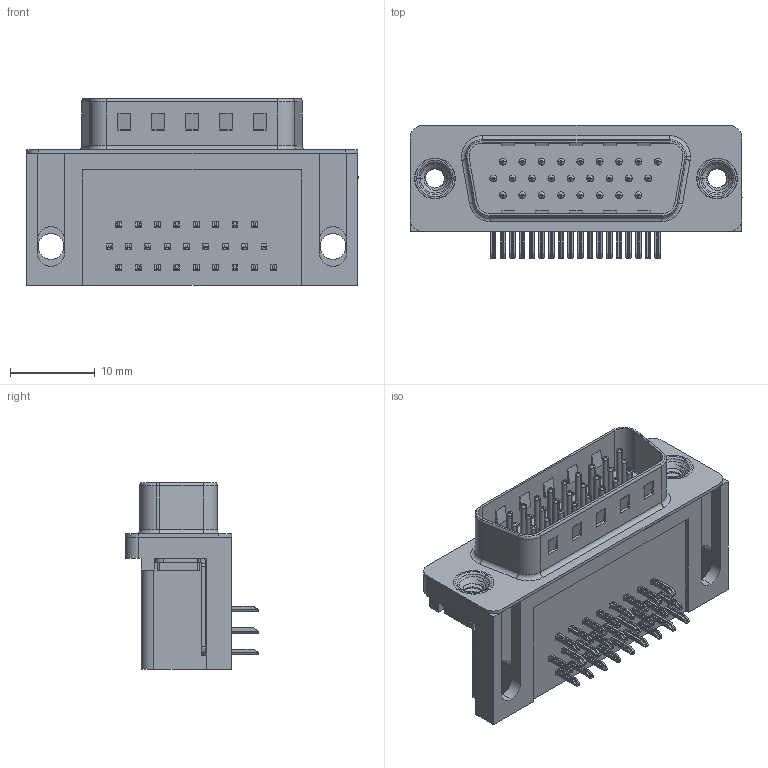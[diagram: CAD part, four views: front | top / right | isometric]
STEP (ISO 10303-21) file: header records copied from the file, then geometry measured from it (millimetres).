
FILE_DESCRIPTION (( 'STEP AP203' ), '1' );
FILE_NAME ('MHHDR-26MNS-C1.STEP', '2025-11-28T19:29:28', ( '' ), ( '' ), 'SwSTEP 2.0', 'SolidWorks 2023', '' );
FILE_SCHEMA (( 'CONFIG_CONTROL_DESIGN' ));
Length unit declared in the file: millimetre
Products named in the file (8): MHHDR 4-40 Threaded Rivet; MHHDR Shell_26 Contact; MHHDR Contact Bottom; MHHDR Thru Hole Board Mount; MHHDR Contact Middle; MHHDR-26MNS-C1; MHHDR Contact Top; MHHDR Housing_26 Contact
Assembly tree (32 placements, depth 2):
  MHHDR-26MNS-C1
    MHHDR Housing_26 Contact
    MHHDR Shell_26 Contact
    MHHDR Contact Bottom  x8
    MHHDR Contact Middle  x9
    MHHDR Contact Top  x9
    MHHDR Thru Hole Board Mount  x2
    MHHDR 4-40 Threaded Rivet  x2
Bounding box: 39.22 x 15.73 x 22 mm (x, y, z)
Volume: 5567.8 mm3; surface area: 7227.4 mm2
Topology: 32 solids, 32 shells, 2302 faces, 5692 edges, 3513 vertices
Faces by surface type: plane 1419, cylinder 678, torus 187, cone 12, bspline 6
Entity records: 23809 total; most frequent: CARTESIAN_POINT 5358, DIRECTION 3610, ORIENTED_EDGE 3436, EDGE_CURVE 1718, AXIS2_PLACEMENT_3D 1215, VECTOR 1180, LINE 1180, VERTEX_POINT 1097
